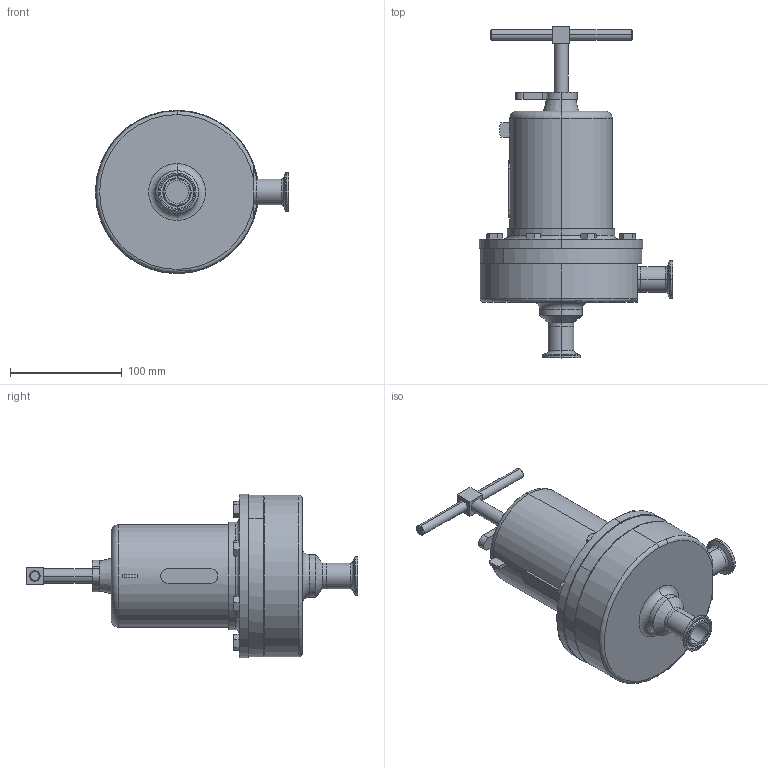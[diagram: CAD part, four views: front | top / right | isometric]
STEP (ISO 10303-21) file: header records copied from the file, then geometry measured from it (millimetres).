
FILE_DESCRIPTION (( 'STEP AP203' ), '1' );
FILE_NAME ('96D-20.STEP', '2017-06-06T20:41:18', ( '' ), ( '' ), 'SwSTEP 2.0', 'SolidWorks 2014', '' );
FILE_SCHEMA (( 'CONFIG_CONTROL_DESIGN' ));
Length unit declared in the file: inch
Products named in the file (2): 96D-20
Bounding box: 172.77 x 296.8 x 146.05 mm (x, y, z)
Volume: 1753682.1 mm3; surface area: 113708.7 mm2
Topology: 1 solids, 1 shells, 240 faces, 532 edges, 319 vertices
Faces by surface type: plane 91, cone 75, cylinder 45, torus 29
Entity records: 7190 total; most frequent: CARTESIAN_POINT 1773, DIRECTION 1133, ORIENTED_EDGE 1064, EDGE_CURVE 532, AXIS2_PLACEMENT_3D 463, VERTEX_POINT 319, EDGE_LOOP 265, ADVANCED_FACE 240
